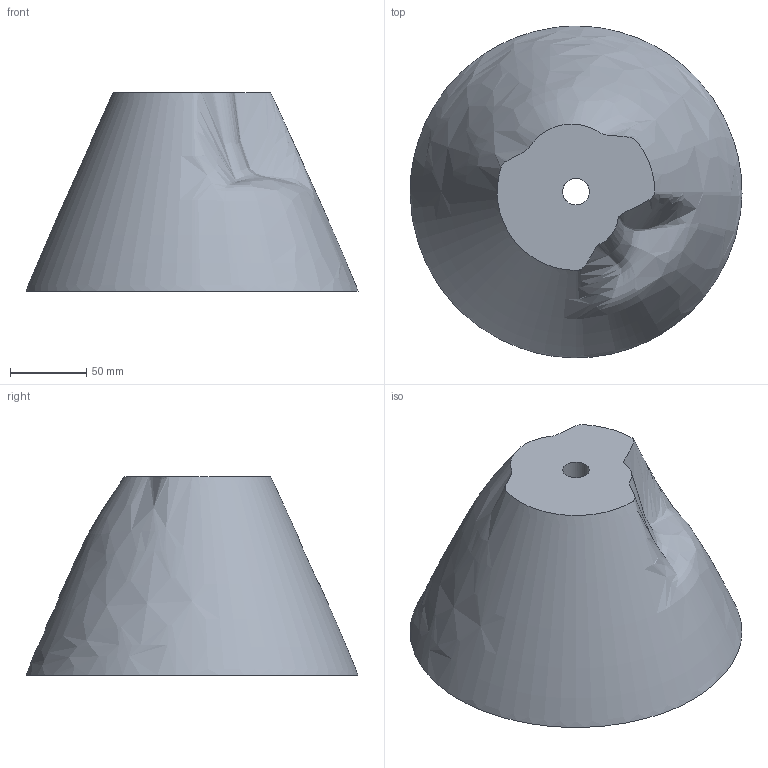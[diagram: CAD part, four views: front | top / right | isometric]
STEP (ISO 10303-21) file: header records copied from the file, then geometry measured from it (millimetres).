
FILE_DESCRIPTION(/* description */ (''),/* implementation_level */ '2;1');
FILE_NAME(/* name */ 'aguja_dmg_sin_fondo_sin_punta.step',/* time_stamp */ '2021-07-02T20:48:42-04:00',/* author */ (''),/* organization */ (''),/* preprocessor_version */ 'ST-DEVELOPER v18.1',/* originating_system */ 'Autodesk Translation Framework v10.9.0.1377',/* authorisation */ '');
FILE_SCHEMA (('AUTOMOTIVE_DESIGN { 1 0 10303 214 3 1 1 }'));
Length unit declared in the file: millimetre
Products named in the file (1): Aguja Sin Falla
Bounding box: 217.59 x 217.5 x 129.81 mm (x, y, z)
Volume: 1991398 mm3; surface area: 150805.7 mm2
Topology: 1 solids, 1 shells, 31 faces, 71 edges, 42 vertices
Faces by surface type: cylinder 11, cone 10, bspline 8, plane 2
Full cylindrical faces by diameter (mm): 17.519 x1, 26.491 x10
Entity records: 3051 total; most frequent: CARTESIAN_POINT 2397, ORIENTED_EDGE 122, DIRECTION 115, EDGE_CURVE 61, AXIS2_PLACEMENT_3D 47, EDGE_LOOP 43, VERTEX_POINT 42, FACE_OUTER_BOUND 31
